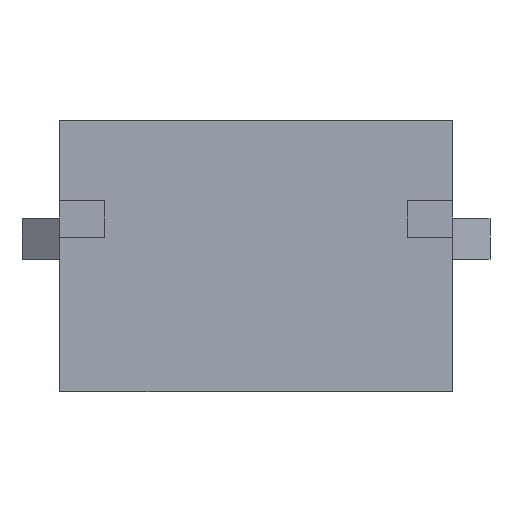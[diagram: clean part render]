
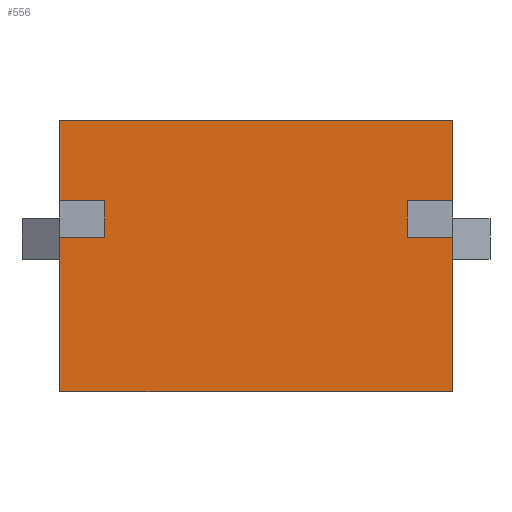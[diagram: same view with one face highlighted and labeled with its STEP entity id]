
A CAD part, front view. The second image highlights one B-rep face of the part: STEP entity #556.
In plain terms, the highlighted planar face has unit normal (0, -1, 0).
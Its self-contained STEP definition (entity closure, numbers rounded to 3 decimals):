
#220=CARTESIAN_POINT('',(-872.,226.,21.3));
#221=VERTEX_POINT('',#220);
#222=CARTESIAN_POINT('',(-814.,226.,21.3));
#223=VERTEX_POINT('',#222);
#224=CARTESIAN_POINT('',(-872.,226.,21.3));
#225=DIRECTION('',(1.,-0.,0.));
#226=VECTOR('',#225,58.);
#227=LINE('',#224,#226);
#228=EDGE_CURVE('',#221,#223,#227,.T.);
#300=CARTESIAN_POINT('',(-857.677,226.,-18.7));
#301=VERTEX_POINT('',#300);
#302=CARTESIAN_POINT('',(-814.,226.,-18.7));
#303=VERTEX_POINT('',#302);
#304=CARTESIAN_POINT('',(-857.677,226.,-18.7));
#305=DIRECTION('',(1.,-0.,0.));
#306=VECTOR('',#305,43.677);
#307=LINE('',#304,#306);
#308=EDGE_CURVE('',#301,#303,#307,.T.);
#310=CARTESIAN_POINT('',(-860.323,226.,-18.7));
#311=VERTEX_POINT('',#310);
#312=CARTESIAN_POINT('',(-860.323,226.,-18.7));
#313=DIRECTION('',(1.,-0.,0.));
#314=VECTOR('',#313,2.646);
#315=LINE('',#312,#314);
#316=EDGE_CURVE('',#311,#301,#315,.T.);
#318=CARTESIAN_POINT('',(-872.,226.,-18.7));
#319=VERTEX_POINT('',#318);
#320=CARTESIAN_POINT('',(-872.,226.,-18.7));
#321=DIRECTION('',(1.,-0.,0.));
#322=VECTOR('',#321,11.677);
#323=LINE('',#320,#322);
#324=EDGE_CURVE('',#319,#311,#323,.T.);
#469=CARTESIAN_POINT('',(-843.,226.,32.8));
#470=DIRECTION('',(0.,1.,-0.));
#471=DIRECTION('',(-0.,-0.,-1.));
#472=AXIS2_PLACEMENT_3D('',#469,#470,#471);
#473=PLANE('',#472);
#474=CARTESIAN_POINT('',(-814.,226.,9.45));
#475=VERTEX_POINT('',#474);
#476=CARTESIAN_POINT('',(-814.,226.,21.3));
#477=DIRECTION('',(-0.,-0.,-1.));
#478=VECTOR('',#477,11.85);
#479=LINE('',#476,#478);
#480=EDGE_CURVE('',#223,#475,#479,.T.);
#481=ORIENTED_EDGE('',*,*,#480,.F.);
#482=ORIENTED_EDGE('',*,*,#228,.F.);
#483=CARTESIAN_POINT('',(-872.,226.,9.45));
#484=VERTEX_POINT('',#483);
#485=CARTESIAN_POINT('',(-872.,226.,21.3));
#486=DIRECTION('',(-0.,-0.,-1.));
#487=VECTOR('',#486,11.85);
#488=LINE('',#485,#487);
#489=EDGE_CURVE('',#221,#484,#488,.T.);
#490=ORIENTED_EDGE('',*,*,#489,.T.);
#491=CARTESIAN_POINT('',(-865.3,226.,9.45));
#492=VERTEX_POINT('',#491);
#493=CARTESIAN_POINT('',(-872.,226.,9.45));
#494=DIRECTION('',(1.,-0.,-0.));
#495=VECTOR('',#494,6.7);
#496=LINE('',#493,#495);
#497=EDGE_CURVE('',#484,#492,#496,.T.);
#498=ORIENTED_EDGE('',*,*,#497,.T.);
#499=CARTESIAN_POINT('',(-865.3,226.,4.05));
#500=VERTEX_POINT('',#499);
#501=CARTESIAN_POINT('',(-865.3,226.,9.45));
#502=DIRECTION('',(-0.,-0.,-1.));
#503=VECTOR('',#502,5.4);
#504=LINE('',#501,#503);
#505=EDGE_CURVE('',#492,#500,#504,.T.);
#506=ORIENTED_EDGE('',*,*,#505,.T.);
#507=CARTESIAN_POINT('',(-872.,226.,4.05));
#508=VERTEX_POINT('',#507);
#509=CARTESIAN_POINT('',(-865.3,226.,4.05));
#510=DIRECTION('',(-1.,0.,0.));
#511=VECTOR('',#510,6.7);
#512=LINE('',#509,#511);
#513=EDGE_CURVE('',#500,#508,#512,.T.);
#514=ORIENTED_EDGE('',*,*,#513,.T.);
#515=CARTESIAN_POINT('',(-872.,226.,4.05));
#516=DIRECTION('',(-0.,-0.,-1.));
#517=VECTOR('',#516,22.75);
#518=LINE('',#515,#517);
#519=EDGE_CURVE('',#508,#319,#518,.T.);
#520=ORIENTED_EDGE('',*,*,#519,.T.);
#521=ORIENTED_EDGE('',*,*,#324,.T.);
#522=ORIENTED_EDGE('',*,*,#316,.T.);
#523=ORIENTED_EDGE('',*,*,#308,.T.);
#524=CARTESIAN_POINT('',(-814.,226.,4.05));
#525=VERTEX_POINT('',#524);
#526=CARTESIAN_POINT('',(-814.,226.,4.05));
#527=DIRECTION('',(-0.,-0.,-1.));
#528=VECTOR('',#527,22.75);
#529=LINE('',#526,#528);
#530=EDGE_CURVE('',#525,#303,#529,.T.);
#531=ORIENTED_EDGE('',*,*,#530,.F.);
#532=CARTESIAN_POINT('',(-820.7,226.,4.05));
#533=VERTEX_POINT('',#532);
#534=CARTESIAN_POINT('',(-820.7,226.,4.05));
#535=DIRECTION('',(1.,-0.,0.));
#536=VECTOR('',#535,6.7);
#537=LINE('',#534,#536);
#538=EDGE_CURVE('',#533,#525,#537,.T.);
#539=ORIENTED_EDGE('',*,*,#538,.F.);
#540=CARTESIAN_POINT('',(-820.7,226.,9.45));
#541=VERTEX_POINT('',#540);
#542=CARTESIAN_POINT('',(-820.7,226.,4.05));
#543=DIRECTION('',(-0.,0.,1.));
#544=VECTOR('',#543,5.4);
#545=LINE('',#542,#544);
#546=EDGE_CURVE('',#533,#541,#545,.T.);
#547=ORIENTED_EDGE('',*,*,#546,.T.);
#548=CARTESIAN_POINT('',(-814.,226.,9.45));
#549=DIRECTION('',(-1.,0.,-0.));
#550=VECTOR('',#549,6.7);
#551=LINE('',#548,#550);
#552=EDGE_CURVE('',#475,#541,#551,.T.);
#553=ORIENTED_EDGE('',*,*,#552,.F.);
#554=EDGE_LOOP('',(#481,#482,#490,#498,#506,#514,#520,#521,#522,#523,#531,#539,#547,#553));
#555=FACE_BOUND('',#554,.T.);
#556=ADVANCED_FACE('',(#555),#473,.F.);
